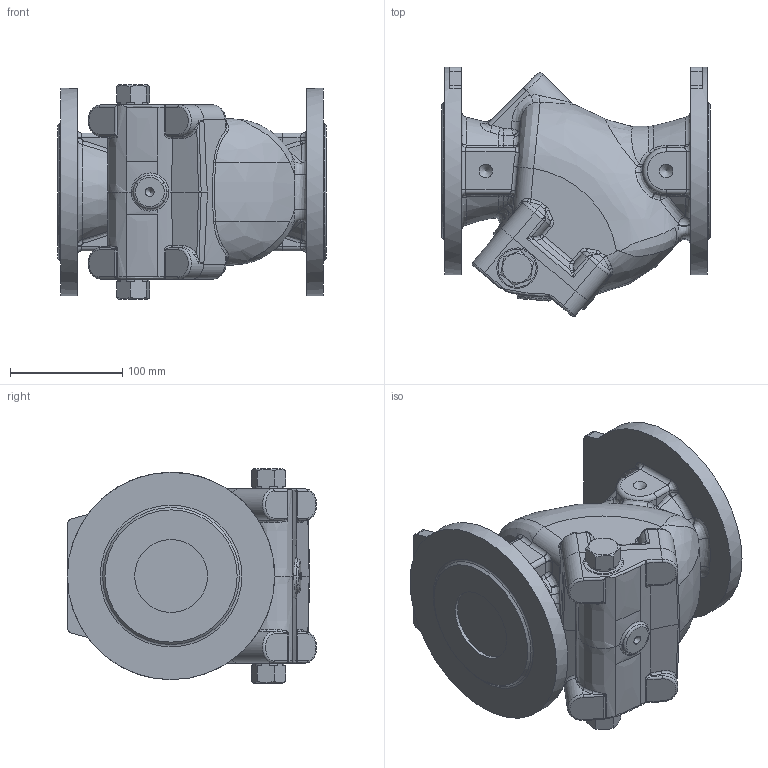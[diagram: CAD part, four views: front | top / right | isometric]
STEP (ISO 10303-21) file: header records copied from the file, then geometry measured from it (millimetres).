
FILE_DESCRIPTION (( 'STEP AP203' ), '1' );
FILE_NAME ('O_41_61_DN65_AA0_step.step', '2016-09-26T06:53:34', ( 'Windows User' ), ( 'AVK' ), 'SwSTEP 2.0', 'SolidWorks 2012', '' );
FILE_SCHEMA (( 'CONFIG_CONTROL_DESIGN' ));
Length unit declared in the file: millimetre
Products named in the file (1): O_41_61_DN65_AA0_step
Bounding box: 240 x 222.36 x 191 mm (x, y, z)
Volume: 4113691.4 mm3; surface area: 238970.5 mm2
Topology: 1 solids, 1 shells, 518 faces, 1241 edges, 709 vertices
Faces by surface type: bspline 228, cylinder 122, plane 94, torus 38, cone 24, sphere 12
Full cylindrical faces by diameter (mm): 65 x2, 185 x2
Entity records: 25080 total; most frequent: CARTESIAN_POINT 15109, ORIENTED_EDGE 2370, DIRECTION 1650, EDGE_CURVE 1185, VERTEX_POINT 694, AXIS2_PLACEMENT_3D 682, EDGE_LOOP 543, FACE_OUTER_BOUND 526
